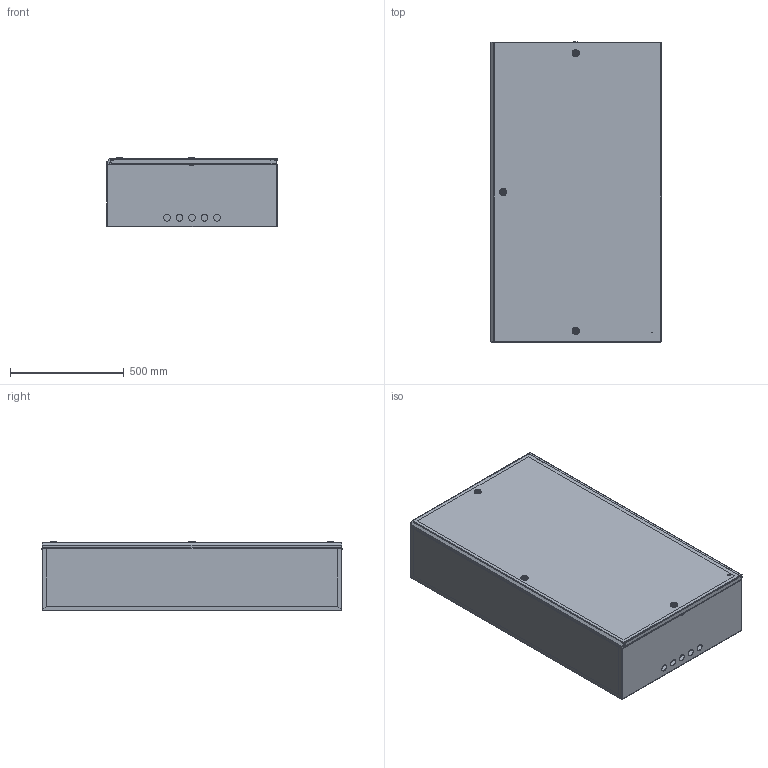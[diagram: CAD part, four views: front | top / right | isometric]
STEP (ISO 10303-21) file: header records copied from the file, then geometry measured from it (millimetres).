
FILE_DESCRIPTION (( 'STEP AP214' ), '1' );
FILE_NAME ('ÙÌÏã-1320õ750õ300 ÌÈ-462.00.00.000 ÑÁ.STEP', '2026-02-11T13:41:53', ( '' ), ( '' ), 'SwSTEP 2.0', 'SolidWorks 2021', '' );
FILE_SCHEMA (( 'AUTOMOTIVE_DESIGN' ));
Length unit declared in the file: millimetre
Products named in the file (19): ﾌﾈ-462.02.00.001 ﾄ粢; ÌÈ-462.00.00.001 Ïàíåëü ìîíòàæíàÿ; ÓÊ íà äâåðü ÌÈ-462; Ïåòëÿ íà äâåðü ï-îáðàçíàÿ; ÙÌÏã-1320õ750õ300 ÌÈ-462.00.00.000 ÑÁ; Çàìîê áîëüøîé; ÌÈ-462.02.00.000 Äâåðü â ñáîðå; ÌÈ-462.01.02.001 Ñòåíêà ïðàâàÿ; ÌÈ-462.01.02.000 Ñòåíêà ïðàâàÿ â ñáîðå; ÌÈ-462.01.01.001 Ñòåíêà çàäíÿÿ; rivet 02_din_DIN 660-5x8-St-A-2; Íàâåñêà íà êîðïóñ ïîä êëåïêó; Îñü ïåòëè 4õ52_‚¨­â A.M4x0,5x40 ƒŽ‘’ 11644-75; ÌÈ-462.01.01.000 Ñòåíêà çàäíÿÿ â ñáîðå ; hex flange nut_din_Hexagon Flange Nut DIN 6923 - M6 - N; ÌÈ-462.01.00.000 Êîðïóñ â ñáîðå; Øïèëüêà Ì6õ12; Øïèëüêà ïðèâàðíàÿ Ì6õ20 DIN 13918; ÌÈ-462.01.00.001 Ñòåíêà ëåâàÿ
Assembly tree (44 placements, depth 4):
  ÙÌÏã-1320õ750õ300 ÌÈ-462.00.00.000 ÑÁ
    ÌÈ-462.01.00.000 Êîðïóñ â ñáîðå
      ÌÈ-462.01.01.000 Ñòåíêà çàäíÿÿ â ñáîðå 
        ÌÈ-462.01.01.001 Ñòåíêà çàäíÿÿ
        Øïèëüêà ïðèâàðíàÿ Ì6õ20 DIN 13918  x6
      ÌÈ-462.01.02.000 Ñòåíêà ïðàâàÿ â ñáîðå
        ÌÈ-462.01.02.001 Ñòåíêà ïðàâàÿ
        Øïèëüêà Ì6õ12
      ÌÈ-462.01.00.001 Ñòåíêà ëåâàÿ
    ÌÈ-462.02.00.000 Äâåðü â ñáîðå
      ﾌﾈ-462.02.00.001 ﾄ粢
      Çàìîê áîëüøîé  x3
      ÓÊ íà äâåðü ÌÈ-462
      Øïèëüêà Ì6õ12
      Ïåòëÿ íà äâåðü ï-îáðàçíàÿ  x3
    hex flange nut_din_Hexagon Flange Nut DIN 6923 - M6 - N  x8
    ÌÈ-462.00.00.001 Ïàíåëü ìîíòàæíàÿ
    Íàâåñêà íà êîðïóñ ïîä êëåïêó  x3
    rivet 02_din_DIN 660-5x8-St-A-2  x6
    Îñü ïåòëè 4õ52_‚¨­â A.M4x0,5x40 ƒŽ‘’ 11644-75  x3
Bounding box: 750.02 x 1324 x 305.94 mm (x, y, z)
Volume: 6544188.1 mm3; surface area: 8767844.2 mm2
Topology: 40 solids, 55 shells, 1460 faces, 3311 edges, 2005 vertices
Faces by surface type: plane 746, cylinder 463, cone 118, bspline 79, torus 54
Entity records: 24067 total; most frequent: CARTESIAN_POINT 5395, DIRECTION 3492, ORIENTED_EDGE 3318, EDGE_CURVE 1659, AXIS2_PLACEMENT_3D 1220, LINE 1052, VECTOR 1052, VERTEX_POINT 997
